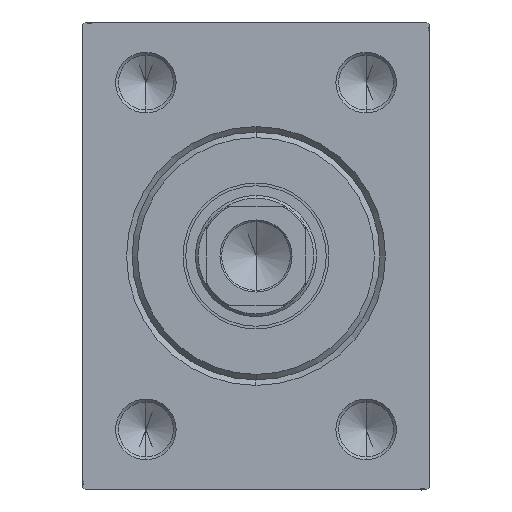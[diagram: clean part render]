
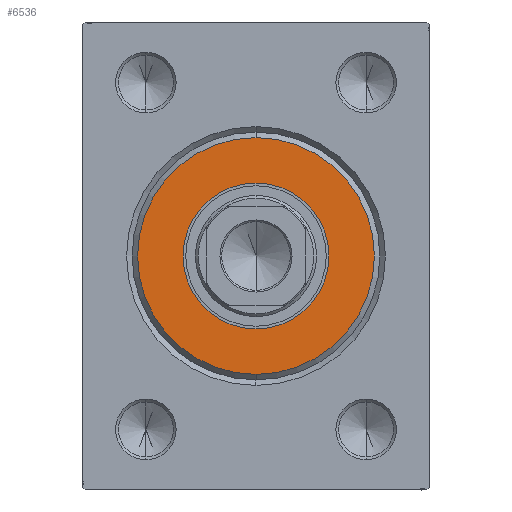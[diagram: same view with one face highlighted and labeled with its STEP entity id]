
A CAD part, left-side view. The second image highlights one B-rep face of the part: STEP entity #6536.
In plain terms, the highlighted face is planar.
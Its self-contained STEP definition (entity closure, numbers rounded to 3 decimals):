
#734 = DIRECTION ( 'NONE',  ( 0., 0., -1. ) ) ;
#1182 = DIRECTION ( 'NONE',  ( 1., 0., 0. ) ) ;
#4969 = CARTESIAN_POINT ( 'NONE',  ( 3., 0., 0. ) ) ;
#5488 = CARTESIAN_POINT ( 'NONE',  ( 3., 0., 13.25 ) ) ;
#6536 = ADVANCED_FACE ( 'NONE', ( #39841, #30339 ), #16057, .T. ) ;
#6965 = CIRCLE ( 'NONE', #38061, 13.25 ) ;
#9286 = CARTESIAN_POINT ( 'NONE',  ( 3., 0., 0. ) ) ;
#9937 = AXIS2_PLACEMENT_3D ( 'NONE', #32201, #1182, #734 ) ;
#12710 = DIRECTION ( 'NONE',  ( 1., 0., 0. ) ) ;
#13854 = CARTESIAN_POINT ( 'NONE',  ( 3., 0., 0. ) ) ;
#14729 = DIRECTION ( 'NONE',  ( 0., 0., -1. ) ) ;
#16057 = PLANE ( 'NONE',  #32862 ) ;
#20177 = CARTESIAN_POINT ( 'NONE',  ( 3., 0., -13.25 ) ) ;
#20449 = EDGE_CURVE ( 'NONE', #30580, #22835, #35622, .T. ) ;
#22480 = VERTEX_POINT ( 'NONE', #43397 ) ;
#22668 = CARTESIAN_POINT ( 'NONE',  ( 3., 0., 0. ) ) ;
#22830 = EDGE_LOOP ( 'NONE', ( #30797, #28570 ) ) ;
#22835 = VERTEX_POINT ( 'NONE', #5488 ) ;
#28570 = ORIENTED_EDGE ( 'NONE', *, *, #29703, .F. ) ;
#29448 = CIRCLE ( 'NONE', #9937, 21.5 ) ;
#29703 = EDGE_CURVE ( 'NONE', #22835, #30580, #6965, .T. ) ;
#30339 = FACE_BOUND ( 'NONE', #22830, .T. ) ;
#30580 = VERTEX_POINT ( 'NONE', #20177 ) ;
#30797 = ORIENTED_EDGE ( 'NONE', *, *, #20449, .F. ) ;
#31272 = AXIS2_PLACEMENT_3D ( 'NONE', #4969, #36431, #35997 ) ;
#31738 = AXIS2_PLACEMENT_3D ( 'NONE', #22668, #12710, #43702 ) ;
#32201 = CARTESIAN_POINT ( 'NONE',  ( 3., 0., 0. ) ) ;
#32450 = ORIENTED_EDGE ( 'NONE', *, *, #37258, .T. ) ;
#32862 = AXIS2_PLACEMENT_3D ( 'NONE', #9286, #43670, #33493 ) ;
#33493 = DIRECTION ( 'NONE',  ( 0., 0., -1. ) ) ;
#35249 = ORIENTED_EDGE ( 'NONE', *, *, #41417, .T. ) ;
#35571 = VERTEX_POINT ( 'NONE', #39574 ) ;
#35622 = CIRCLE ( 'NONE', #31272, 13.25 ) ;
#35997 = DIRECTION ( 'NONE',  ( 0., 0., -1. ) ) ;
#36431 = DIRECTION ( 'NONE',  ( 1., 0., 0. ) ) ;
#37258 = EDGE_CURVE ( 'NONE', #35571, #22480, #29448, .T. ) ;
#38061 = AXIS2_PLACEMENT_3D ( 'NONE', #13854, #38510, #14729 ) ;
#38510 = DIRECTION ( 'NONE',  ( 1., 0., 0. ) ) ;
#39574 = CARTESIAN_POINT ( 'NONE',  ( 3., 0., 21.5 ) ) ;
#39674 = EDGE_LOOP ( 'NONE', ( #32450, #35249 ) ) ;
#39841 = FACE_OUTER_BOUND ( 'NONE', #39674, .T. ) ;
#41417 = EDGE_CURVE ( 'NONE', #22480, #35571, #44732, .T. ) ;
#43397 = CARTESIAN_POINT ( 'NONE',  ( 3., 0., -21.5 ) ) ;
#43670 = DIRECTION ( 'NONE',  ( 1., 0., 0. ) ) ;
#43702 = DIRECTION ( 'NONE',  ( 0., 0., -1. ) ) ;
#44732 = CIRCLE ( 'NONE', #31738, 21.5 ) ;
